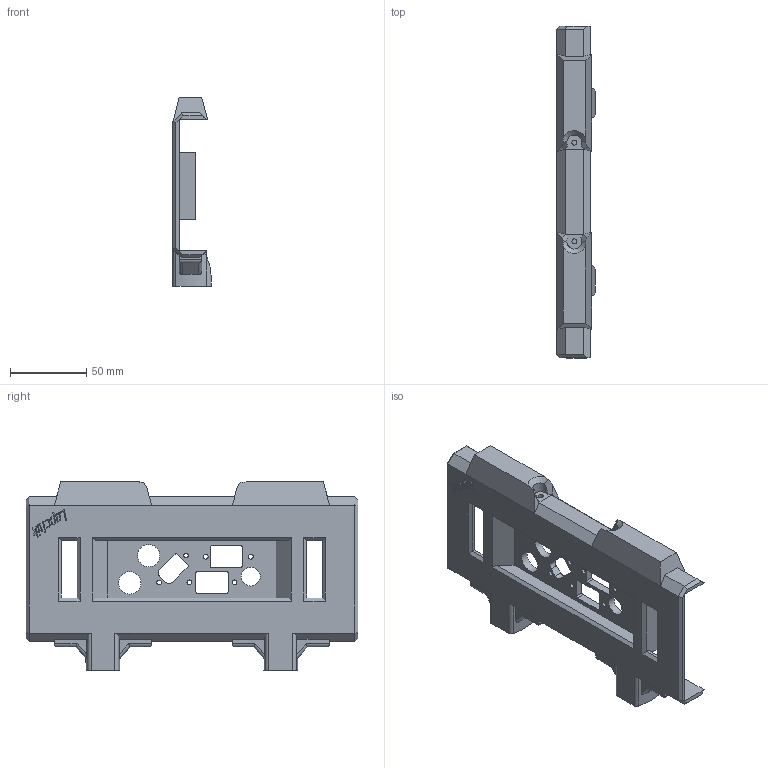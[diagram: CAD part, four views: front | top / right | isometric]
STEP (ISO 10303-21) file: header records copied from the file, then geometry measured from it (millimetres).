
FILE_DESCRIPTION(('STEP AP203'), '1');
FILE_NAME('諘蜱齁罻', '2025-06-10T15:02:27', ('Ivan'), (''), 'C3D Converter', 'C3D Toolkit', '');
FILE_SCHEMA(('CONFIG_CONTROL_DESIGN'));
Length unit declared in the file: millimetre
Assembly tree (2 placements, depth 2):
  (unnamed)
    (unnamed)  x2
Bounding box: 25.1 x 218.2 x 123.98 mm (x, y, z)
Volume: 167800 mm3; surface area: 71762.1 mm2
Topology: 1 solids, 1 shells, 364 faces, 1006 edges, 657 vertices
Faces by surface type: plane 180, extrusion 105, cylinder 73, bspline 4, cone 2
Full cylindrical faces by diameter (mm): 3 x8, 3.1 x2, 3.2 x4, 3.3 x2, 8 x2, 12.35 x1, 14.7 x2
Entity records: 12830 total; most frequent: CARTESIAN_POINT 4034, ORIENTED_EDGE 1954, DIRECTION 1388, EDGE_CURVE 977, VECTOR 712, VERTEX_POINT 652, LINE 607, EDGE_LOOP 445
